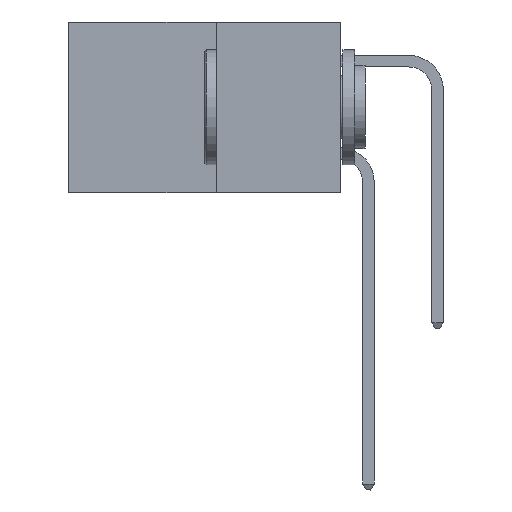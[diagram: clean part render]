
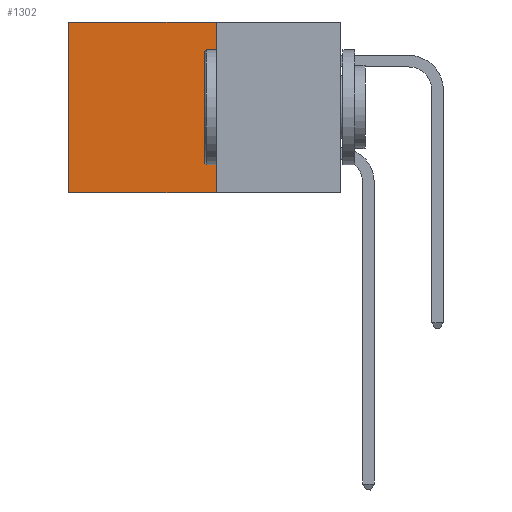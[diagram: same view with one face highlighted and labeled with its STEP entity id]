
A CAD part, left-side view. The second image highlights one B-rep face of the part: STEP entity #1302.
In plain terms, the highlighted planar face has unit normal (-1, 0, 0).
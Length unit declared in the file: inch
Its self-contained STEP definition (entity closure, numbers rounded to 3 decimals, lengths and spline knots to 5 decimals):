
#1277 = EDGE_CURVE ( 'NONE', #2437, #8036, #12645, .T. ) ;
#1302 = ADVANCED_FACE ( 'NONE', ( #6698 ), #10740, .F. ) ;
#1692 = LINE ( 'NONE', #10123, #4230 ) ;
#2437 = VERTEX_POINT ( 'NONE', #2824 ) ;
#2695 = EDGE_LOOP ( 'NONE', ( #7405, #10175, #11514, #10334 ) ) ;
#2824 = CARTESIAN_POINT ( 'NONE',  ( 0.277, 0.27, 0. ) ) ;
#3266 = CARTESIAN_POINT ( 'NONE',  ( 0.277, 0.27, -0.37 ) ) ;
#3874 = EDGE_CURVE ( 'NONE', #2437, #11971, #13829, .T. ) ;
#4230 = VECTOR ( 'NONE', #5899, 39.37008 ) ;
#4425 = VERTEX_POINT ( 'NONE', #5301 ) ;
#5301 = CARTESIAN_POINT ( 'NONE',  ( 0.277, 0.59, -0.37 ) ) ;
#5663 = EDGE_CURVE ( 'NONE', #8036, #4425, #7345, .T. ) ;
#5899 = DIRECTION ( 'NONE',  ( 0., 0., -1. ) ) ;
#6024 = CARTESIAN_POINT ( 'NONE',  ( 0.277, 0.27, -0.37 ) ) ;
#6655 = EDGE_CURVE ( 'NONE', #11971, #4425, #1692, .T. ) ;
#6698 = FACE_OUTER_BOUND ( 'NONE', #2695, .T. ) ;
#6743 = DIRECTION ( 'NONE',  ( 0., 1., 0. ) ) ;
#7020 = VECTOR ( 'NONE', #7636, 39.37008 ) ;
#7345 = LINE ( 'NONE', #3266, #12336 ) ;
#7405 = ORIENTED_EDGE ( 'NONE', *, *, #6655, .T. ) ;
#7636 = DIRECTION ( 'NONE',  ( 0., 0., -1. ) ) ;
#8036 = VERTEX_POINT ( 'NONE', #12457 ) ;
#8204 = VECTOR ( 'NONE', #6743, 39.37008 ) ;
#8209 = DIRECTION ( 'NONE',  ( 1., 0., 0. ) ) ;
#9991 = CARTESIAN_POINT ( 'NONE',  ( 0.277, 0.59, 0. ) ) ;
#10123 = CARTESIAN_POINT ( 'NONE',  ( 0.277, 0.59, -0.37 ) ) ;
#10175 = ORIENTED_EDGE ( 'NONE', *, *, #5663, .F. ) ;
#10334 = ORIENTED_EDGE ( 'NONE', *, *, #3874, .T. ) ;
#10740 = PLANE ( 'NONE',  #11104 ) ;
#11104 = AXIS2_PLACEMENT_3D ( 'NONE', #11511, #8209, #13443 ) ;
#11511 = CARTESIAN_POINT ( 'NONE',  ( 0.277, 0.27, -0.37 ) ) ;
#11514 = ORIENTED_EDGE ( 'NONE', *, *, #1277, .F. ) ;
#11894 = DIRECTION ( 'NONE',  ( 0., 1., 0. ) ) ;
#11971 = VERTEX_POINT ( 'NONE', #9991 ) ;
#12336 = VECTOR ( 'NONE', #11894, 39.37008 ) ;
#12457 = CARTESIAN_POINT ( 'NONE',  ( 0.277, 0.27, -0.37 ) ) ;
#12645 = LINE ( 'NONE', #6024, #7020 ) ;
#13443 = DIRECTION ( 'NONE',  ( 0., 0., -1. ) ) ;
#13815 = CARTESIAN_POINT ( 'NONE',  ( 0.277, 0.27, 0. ) ) ;
#13829 = LINE ( 'NONE', #13815, #8204 ) ;
